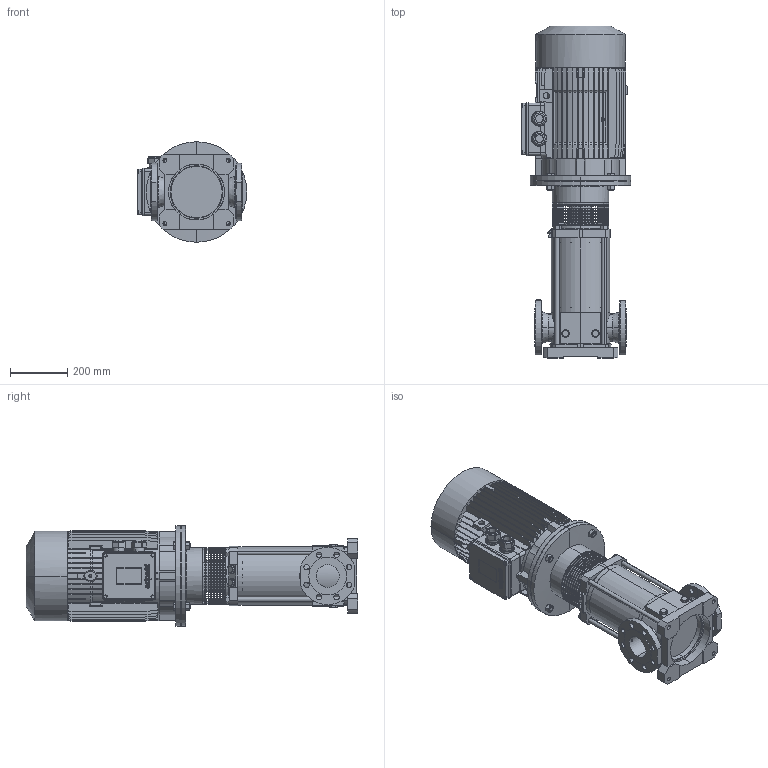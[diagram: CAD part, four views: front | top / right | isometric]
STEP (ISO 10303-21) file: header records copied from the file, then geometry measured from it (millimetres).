
FILE_DESCRIPTION (( 'STEP AP214' ), '1' );
FILE_NAME ('4.93.541.42swa00.step', '2021-04-02T15:45:50', ( '' ), ( '' ), 'SwSTEP 2.0', 'SolidWorks 2019', '' );
FILE_SCHEMA (( 'AUTOMOTIVE_DESIGN' ));
Length unit declared in the file: millimetre
Products named in the file (17): 10009925swp00_MOTORE 160; 4.66.424swp04_G18x7; 4.66.424swp04_G38x10; 4.93.533.42swa01; 10007568swp00_M160 B5-De350; 10000018swn00_M16x50 A4; 10007670swn00_M40x1.5; 10009928swp00_MXV (4) 80-4804; 10009924swp00_MXV (4) 80-4804; 4.93.541.42swa00; 10000007swn00_M16 6S ZINCATO; 10009927swp00; 10007573swp00_160 VER; 10009926swp00; 10007576swa00_M160; 10011015swp00; 4_92_054_REV00_SEMPLIFICATO
Assembly tree (35 placements, depth 3):
  4.93.541.42swa00
    4.93.533.42swa01
      10011015swp00
      10009927swp00
      10009924swp00_MXV (4) 80-4804
      10009925swp00_MOTORE 160
      10009926swp00
      4_92_054_REV00_SEMPLIFICATO
      10009928swp00_MXV (4) 80-4804  x4
      10000007swn00_M16 6S ZINCATO  x4
      4.66.424swp04_G38x10  x6
      4.66.424swp04_G18x7
    10007576swa00_M160
      10007568swp00_M160 B5-De350
      10007573swp00_160 VER
      10007670swn00_M40x1.5  x2
    10000018swn00_M16x50 A4  x4
    10000007swn00_M16 6S ZINCATO  x4
Bounding box: 381.7 x 1155.82 x 350 mm (x, y, z)
Volume: 48759260.2 mm3; surface area: 3272310.3 mm2
Topology: 35 solids, 43 shells, 4351 faces, 11911 edges, 7766 vertices
Faces by surface type: plane 3296, cylinder 491, cone 460, bspline 90, torus 14
Entity records: 132514 total; most frequent: CARTESIAN_POINT 27987, ORIENTED_EDGE 21668, DIRECTION 20810, EDGE_CURVE 10834, VERTEX_POINT 7162, LINE 7088, VECTOR 7088, AXIS2_PLACEMENT_3D 6861
